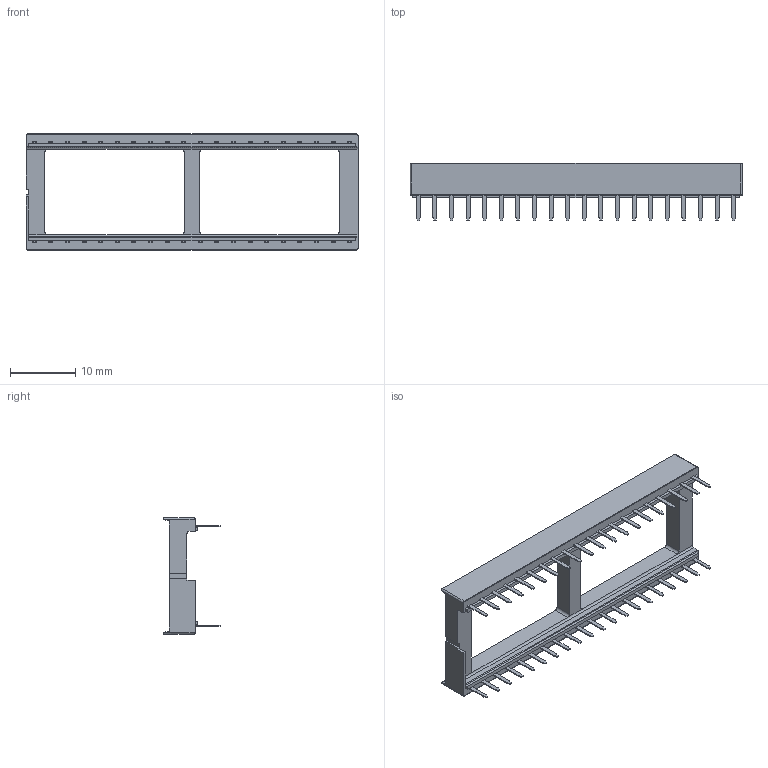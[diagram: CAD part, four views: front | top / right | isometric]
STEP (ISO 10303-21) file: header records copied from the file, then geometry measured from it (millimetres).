
FILE_DESCRIPTION (( 'STEP AP214' ), '1' );
FILE_NAME ('DILB40P-223TLF.STEP', '2022-06-25T13:27:27', ( '' ), ( '' ), 'SwSTEP 2.0', 'SolidWorks 2017', '' );
FILE_SCHEMA (( 'AUTOMOTIVE_DESIGN' ));
Length unit declared in the file: millimetre
Products named in the file (1): DILB40P-223TLF
Bounding box: 50.8 x 8.7 x 17.78 mm (x, y, z)
Volume: 1231 mm3; surface area: 2688.1 mm2
Topology: 81 solids, 81 shells, 1659 faces, 3844 edges, 2345 vertices
Faces by surface type: plane 1320, cylinder 339
Entity records: 46642 total; most frequent: CARTESIAN_POINT 7869, DIRECTION 7834, ORIENTED_EDGE 7688, EDGE_CURVE 3844, VECTOR 3166, LINE 3166, VERTEX_POINT 2345, AXIS2_PLACEMENT_3D 2334
